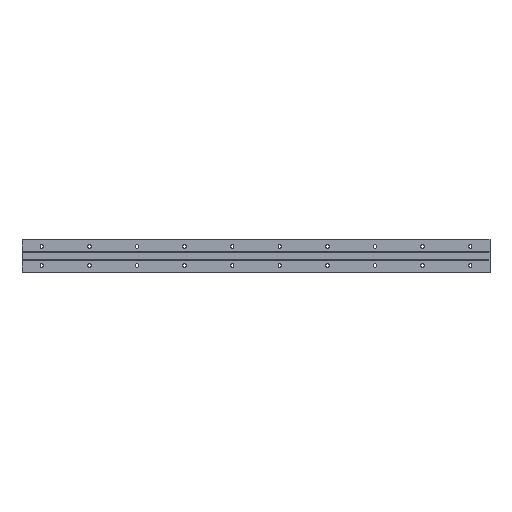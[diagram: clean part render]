
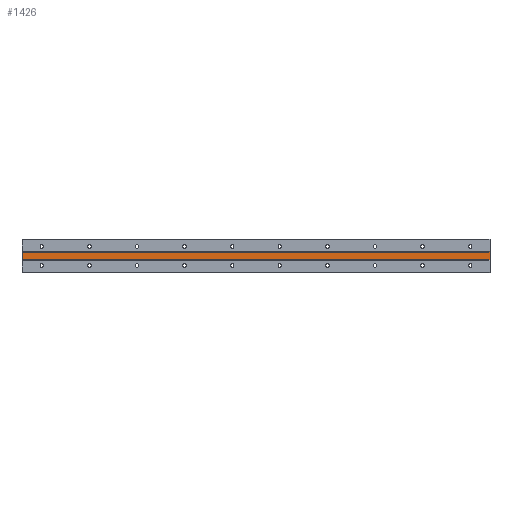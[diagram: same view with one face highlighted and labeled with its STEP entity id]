
A CAD part, front view. The second image highlights one B-rep face of the part: STEP entity #1426.
In plain terms, the highlighted planar face has unit normal (0, -1, 0).
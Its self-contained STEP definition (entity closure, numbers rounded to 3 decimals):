
#270 = CARTESIAN_POINT ( 'NONE',  ( -25., 1., 20.827 ) ) ;
#367 = LINE ( 'NONE', #3882, #4158 ) ;
#431 = LINE ( 'NONE', #2038, #2881 ) ;
#855 = CARTESIAN_POINT ( 'NONE',  ( -25., 1., -5. ) ) ;
#932 = EDGE_LOOP ( 'NONE', ( #3967, #1018, #1481, #2156 ) ) ;
#943 = EDGE_CURVE ( 'NONE', #2985, #1106, #431, .T. ) ;
#1018 = ORIENTED_EDGE ( 'NONE', *, *, #2559, .F. ) ;
#1019 = AXIS2_PLACEMENT_3D ( 'NONE', #4030, #4053, #2866 ) ;
#1050 = VERTEX_POINT ( 'NONE', #2854 ) ;
#1106 = VERTEX_POINT ( 'NONE', #3458 ) ;
#1193 = EDGE_CURVE ( 'NONE', #1106, #3530, #2227, .T. ) ;
#1204 = EDGE_CURVE ( 'NONE', #1050, #3530, #3996, .T. ) ;
#1355 = DIRECTION ( 'NONE',  ( -1., 0., 0. ) ) ;
#1413 = CARTESIAN_POINT ( 'NONE',  ( 565., 1., 5. ) ) ;
#1426 = ADVANCED_FACE ( 'NONE', ( #2021 ), #3346, .F. ) ;
#1481 = ORIENTED_EDGE ( 'NONE', *, *, #943, .T. ) ;
#1598 = DIRECTION ( 'NONE',  ( 0., 0., -1. ) ) ;
#1995 = CARTESIAN_POINT ( 'NONE',  ( 565., 1., -5. ) ) ;
#2021 = FACE_OUTER_BOUND ( 'NONE', #932, .T. ) ;
#2038 = CARTESIAN_POINT ( 'NONE',  ( 565., 1., 5. ) ) ;
#2080 = DIRECTION ( 'NONE',  ( -1., 0., 0. ) ) ;
#2156 = ORIENTED_EDGE ( 'NONE', *, *, #1193, .T. ) ;
#2227 = LINE ( 'NONE', #270, #2598 ) ;
#2559 = EDGE_CURVE ( 'NONE', #2985, #1050, #367, .T. ) ;
#2598 = VECTOR ( 'NONE', #1598, 1000. ) ;
#2744 = VECTOR ( 'NONE', #2080, 1000. ) ;
#2854 = CARTESIAN_POINT ( 'NONE',  ( 565., 1., -5. ) ) ;
#2866 = DIRECTION ( 'NONE',  ( 0., 0., 1. ) ) ;
#2881 = VECTOR ( 'NONE', #1355, 1000. ) ;
#2985 = VERTEX_POINT ( 'NONE', #1413 ) ;
#3346 = PLANE ( 'NONE',  #1019 ) ;
#3458 = CARTESIAN_POINT ( 'NONE',  ( -25., 1., 5. ) ) ;
#3530 = VERTEX_POINT ( 'NONE', #855 ) ;
#3854 = DIRECTION ( 'NONE',  ( 0., 0., -1. ) ) ;
#3882 = CARTESIAN_POINT ( 'NONE',  ( 565., 1., 20.827 ) ) ;
#3967 = ORIENTED_EDGE ( 'NONE', *, *, #1204, .F. ) ;
#3996 = LINE ( 'NONE', #1995, #2744 ) ;
#4030 = CARTESIAN_POINT ( 'NONE',  ( 565., 1., 5. ) ) ;
#4053 = DIRECTION ( 'NONE',  ( 0., 1., 0. ) ) ;
#4158 = VECTOR ( 'NONE', #3854, 1000. ) ;
